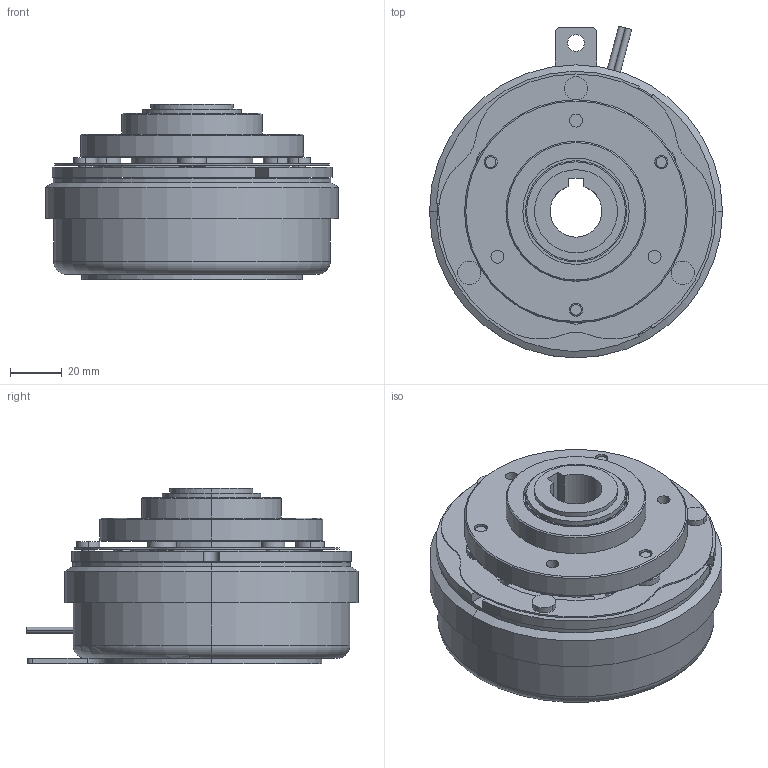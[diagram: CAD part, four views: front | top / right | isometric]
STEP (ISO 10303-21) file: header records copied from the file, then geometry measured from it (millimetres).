
FILE_DESCRIPTION (( 'STEP AP203' ), '1' );
FILE_NAME ('VCEH 2.5P_23675700.STEP', '2016-05-23T04:44:29', ( ' ' ), ( '' ), 'SwSTEP 2.0', 'SolidWorks 2009', '' );
FILE_SCHEMA (( 'CONFIG_CONTROL_DESIGN' ));
Length unit declared in the file: millimetre
Products named in the file (1): VCEH 2.5P_23675700
Bounding box: 113 x 128.02 x 67.5 mm (x, y, z)
Volume: 429413.3 mm3; surface area: 79718.9 mm2
Topology: 3 solids, 6 shells, 352 faces, 889 edges, 569 vertices
Faces by surface type: cylinder 202, plane 120, cone 20, sphere 6, torus 4
Entity records: 10879 total; most frequent: DIRECTION 2070, CARTESIAN_POINT 1859, ORIENTED_EDGE 1766, EDGE_CURVE 883, AXIS2_PLACEMENT_3D 852, VERTEX_POINT 569, CIRCLE 499, EDGE_LOOP 418
